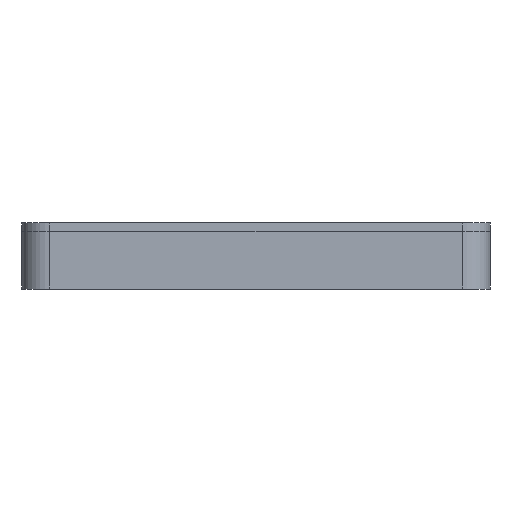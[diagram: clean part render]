
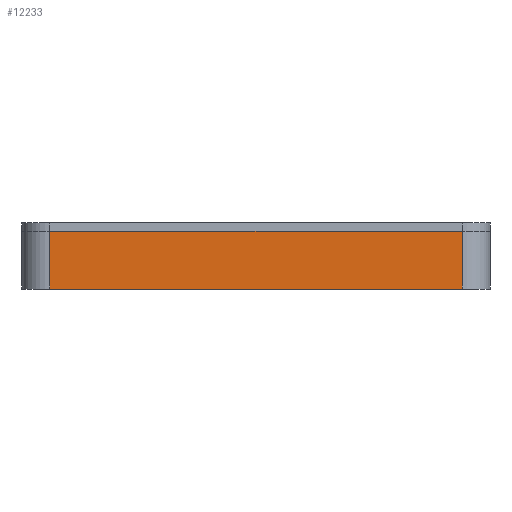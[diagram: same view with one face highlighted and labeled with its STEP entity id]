
A CAD part, front view. The second image highlights one B-rep face of the part: STEP entity #12233.
In plain terms, the highlighted planar face has unit normal (0, -1, 0).
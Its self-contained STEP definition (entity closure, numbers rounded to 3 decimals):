
#1841=FACE_OUTER_BOUND('',#2527,.T.);
#2527=EDGE_LOOP('',(#10462,#10463,#10464,#10465));
#3595=LINE('',#22320,#4625);
#3614=LINE('',#22403,#4644);
#3621=LINE('',#22425,#4651);
#3623=LINE('',#22428,#4653);
#4625=VECTOR('',#14185,10.);
#4644=VECTOR('',#14272,10.);
#4651=VECTOR('',#14295,10.);
#4653=VECTOR('',#14299,10.);
#5762=VERTEX_POINT('',#22317);
#5763=VERTEX_POINT('',#22319);
#5792=VERTEX_POINT('',#22400);
#5793=VERTEX_POINT('',#22402);
#7371=EDGE_CURVE('',#5762,#5763,#3595,.T.);
#7407=EDGE_CURVE('',#5792,#5793,#3614,.T.);
#7419=EDGE_CURVE('',#5793,#5762,#3621,.T.);
#7421=EDGE_CURVE('',#5763,#5792,#3623,.T.);
#10462=ORIENTED_EDGE('',*,*,#7419,.F.);
#10463=ORIENTED_EDGE('',*,*,#7407,.F.);
#10464=ORIENTED_EDGE('',*,*,#7421,.F.);
#10465=ORIENTED_EDGE('',*,*,#7371,.F.);
#11704=PLANE('',#12682);
#12233=ADVANCED_FACE('',(#1841),#11704,.T.);
#12682=AXIS2_PLACEMENT_3D('',#22427,#14297,#14298);
#14185=DIRECTION('',(-1.,0.,0.));
#14272=DIRECTION('',(1.,0.,0.));
#14295=DIRECTION('',(0.,0.,-1.));
#14297=DIRECTION('center_axis',(0.,-1.,0.));
#14298=DIRECTION('ref_axis',(1.,0.,0.));
#14299=DIRECTION('',(0.,0.,1.));
#22317=CARTESIAN_POINT('',(37.5,-51.,0.));
#22319=CARTESIAN_POINT('',(-37.5,-51.,0.));
#22320=CARTESIAN_POINT('',(42.5,-51.,0.));
#22400=CARTESIAN_POINT('',(-37.5,-51.,10.5));
#22402=CARTESIAN_POINT('',(37.5,-51.,10.5));
#22403=CARTESIAN_POINT('',(42.5,-51.,10.5));
#22425=CARTESIAN_POINT('',(37.5,-51.,0.));
#22427=CARTESIAN_POINT('Origin',(-42.5,-51.,0.));
#22428=CARTESIAN_POINT('',(-37.5,-51.,0.));
